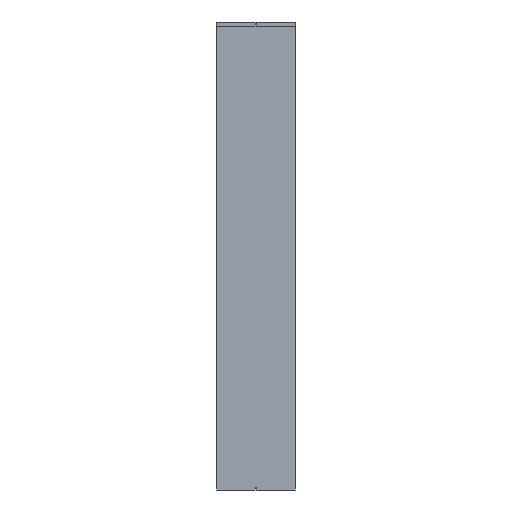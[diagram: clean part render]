
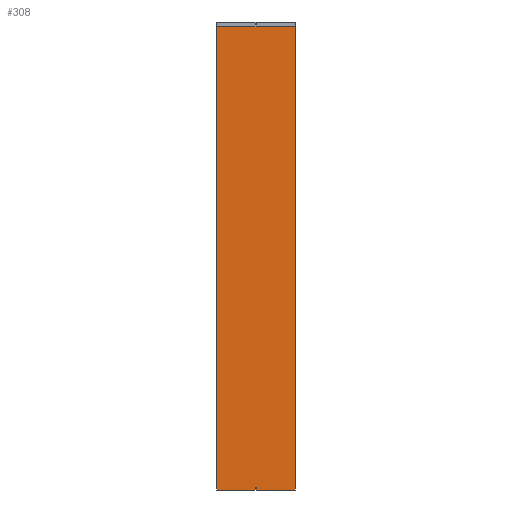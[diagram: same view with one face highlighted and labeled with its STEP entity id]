
A CAD part, front view. The second image highlights one B-rep face of the part: STEP entity #308.
In plain terms, the highlighted planar face has unit normal (0, -1, 0).
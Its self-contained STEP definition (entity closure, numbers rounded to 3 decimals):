
#26 = DIRECTION ( 'NONE',  ( 0., 0., 1. ) ) ;
#27 = DIRECTION ( 'NONE',  ( 0., 1., 0. ) ) ;
#35 = PLANE ( 'NONE',  #204 ) ;
#42 = CARTESIAN_POINT ( 'NONE',  ( -250., 0., 2969. ) ) ;
#86 = DIRECTION ( 'NONE',  ( 0., 0., -1. ) ) ;
#99 = CARTESIAN_POINT ( 'NONE',  ( 250., 0., 2969. ) ) ;
#128 = DIRECTION ( 'NONE',  ( 1., 0., 0. ) ) ;
#129 = DIRECTION ( 'NONE',  ( 0., 0., 1. ) ) ;
#131 = DIRECTION ( 'NONE',  ( 0., -1., 0. ) ) ;
#132 = CARTESIAN_POINT ( 'NONE',  ( 0., 0., 15. ) ) ;
#142 = CARTESIAN_POINT ( 'NONE',  ( -250., 0., 2969. ) ) ;
#148 = DIRECTION ( 'NONE',  ( 1., 0., 0. ) ) ;
#150 = CARTESIAN_POINT ( 'NONE',  ( -250., 0., 0. ) ) ;
#161 = DIRECTION ( 'NONE',  ( 0., 0., -1. ) ) ;
#162 = CARTESIAN_POINT ( 'NONE',  ( -250., 0., 2969. ) ) ;
#204 = AXIS2_PLACEMENT_3D ( 'NONE', #42, #27, #26 ) ;
#219 = AXIS2_PLACEMENT_3D ( 'NONE', #132, #131, #129 ) ;
#259 = EDGE_CURVE ( 'NONE', #595, #573, #414, .T. ) ;
#267 = EDGE_CURVE ( 'NONE', #592, #590, #399, .T. ) ;
#273 = EDGE_CURVE ( 'NONE', #732, #732, #696, .T. ) ;
#274 = EDGE_CURVE ( 'NONE', #592, #595, #712, .T. ) ;
#276 = EDGE_CURVE ( 'NONE', #590, #573, #725, .T. ) ;
#308 = ADVANCED_FACE ( 'NONE', ( #749, #741 ), #35, .F. ) ;
#327 = CARTESIAN_POINT ( 'NONE',  ( 0., 0., 17.5 ) ) ;
#340 = CARTESIAN_POINT ( 'NONE',  ( 250., 0., 2969. ) ) ;
#344 = CARTESIAN_POINT ( 'NONE',  ( -250., 0., 2969. ) ) ;
#348 = CARTESIAN_POINT ( 'NONE',  ( -250., 0., 0. ) ) ;
#377 = CARTESIAN_POINT ( 'NONE',  ( 250., 0., 0. ) ) ;
#396 = VECTOR ( 'NONE', #161, 1000. ) ;
#399 = LINE ( 'NONE', #162, #396 ) ;
#411 = VECTOR ( 'NONE', #86, 1000. ) ;
#414 = LINE ( 'NONE', #99, #411 ) ;
#490 = EDGE_LOOP ( 'NONE', ( #551 ) ) ;
#496 = EDGE_LOOP ( 'NONE', ( #506, #673, #608, #654 ) ) ;
#506 = ORIENTED_EDGE ( 'NONE', *, *, #276, .T. ) ;
#551 = ORIENTED_EDGE ( 'NONE', *, *, #273, .F. ) ;
#573 = VERTEX_POINT ( 'NONE', #377 ) ;
#590 = VERTEX_POINT ( 'NONE', #348 ) ;
#592 = VERTEX_POINT ( 'NONE', #344 ) ;
#595 = VERTEX_POINT ( 'NONE', #340 ) ;
#608 = ORIENTED_EDGE ( 'NONE', *, *, #274, .F. ) ;
#654 = ORIENTED_EDGE ( 'NONE', *, *, #267, .T. ) ;
#673 = ORIENTED_EDGE ( 'NONE', *, *, #259, .F. ) ;
#696 = CIRCLE ( 'NONE', #219, 2.5 ) ;
#712 = LINE ( 'NONE', #142, #724 ) ;
#724 = VECTOR ( 'NONE', #128, 1000. ) ;
#725 = LINE ( 'NONE', #150, #727 ) ;
#727 = VECTOR ( 'NONE', #148, 1000. ) ;
#732 = VERTEX_POINT ( 'NONE', #327 ) ;
#741 = FACE_OUTER_BOUND ( 'NONE', #496, .T. ) ;
#749 = FACE_BOUND ( 'NONE', #490, .T. ) ;
